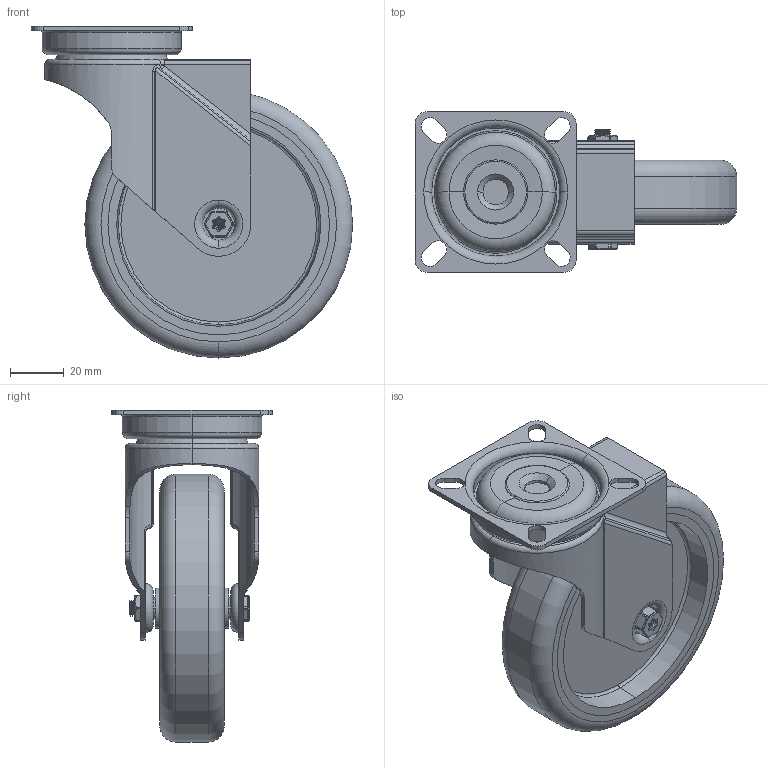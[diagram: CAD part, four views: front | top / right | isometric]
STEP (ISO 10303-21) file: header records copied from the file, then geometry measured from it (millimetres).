
FILE_DESCRIPTION(('STEP AP203'),'1');
FILE_NAME('BZRA100VGR.STEP','2023-05-05T10:46:47',(' '),(' '),'Spatial InterOp 3D',' ',' ');
FILE_SCHEMA(('CONFIG_CONTROL_DESIGN'));
Length unit declared in the file: metre
Products named in the file (13): BZRA100AS; ZINC PLATED PRESSED STEEL TOP PLATE; ZINC PLATED PRESSED STEEL FORKS; BZRA100VGR; BZL100WVGR8; THERMOPLASTIC RUBBER TYRE; POLYPROPYLENE RIM; TUBEM8X30; ZINC PLATED AXLE TUBE; BOLTBZRA6MM; ZINC PLATED AXLE BOLT; NM6GR8HALFGR8; ZINC PLATED LOCKING NUT
Assembly tree (12 placements, depth 3):
  BZRA100VGR
    BZRA100AS
      ZINC PLATED PRESSED STEEL TOP PLATE
      ZINC PLATED PRESSED STEEL FORKS
    BZL100WVGR8
      THERMOPLASTIC RUBBER TYRE
      POLYPROPYLENE RIM
    TUBEM8X30
      ZINC PLATED AXLE TUBE
    BOLTBZRA6MM
      ZINC PLATED AXLE BOLT
    NM6GR8HALFGR8
      ZINC PLATED LOCKING NUT
Bounding box: 120 x 60 x 124 mm (x, y, z)
Volume: 145731.4 mm3; surface area: 78031.4 mm2
Topology: 7 solids, 7 shells, 430 faces, 1064 edges, 663 vertices
Faces by surface type: cylinder 199, torus 76, plane 73, cone 40, bspline 36, sphere 6
Entity records: 31208 total; most frequent: CARTESIAN_POINT 20277, DIRECTION 2278, ORIENTED_EDGE 2116, EDGE_CURVE 1058, AXIS2_PLACEMENT_3D 976, VERTEX_POINT 663, CIRCLE 546, EDGE_LOOP 473
